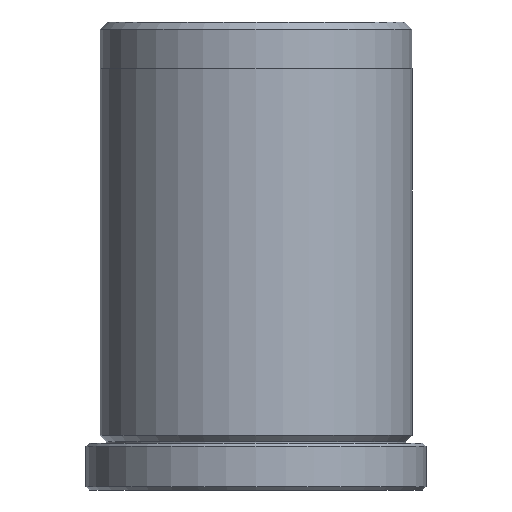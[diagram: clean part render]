
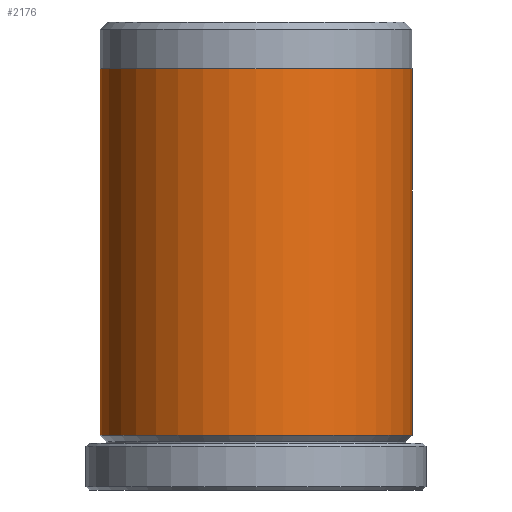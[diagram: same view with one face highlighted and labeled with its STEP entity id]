
A CAD part, front view. The second image highlights one B-rep face of the part: STEP entity #2176.
In plain terms, the highlighted cylindrical face has radius 10 mm (diameter 20 mm), a partial arc.
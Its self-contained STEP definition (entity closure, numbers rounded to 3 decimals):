
#14 = ORIENTED_EDGE ( 'NONE', *, *, #949, .F. ) ;
#72 = CARTESIAN_POINT ( 'NONE',  ( -10., 0., 27. ) ) ;
#411 = VECTOR ( 'NONE', #662, 1000. ) ;
#428 = AXIS2_PLACEMENT_3D ( 'NONE', #1546, #729, #832 ) ;
#446 = ORIENTED_EDGE ( 'NONE', *, *, #2544, .F. ) ;
#511 = ORIENTED_EDGE ( 'NONE', *, *, #663, .F. ) ;
#541 = VERTEX_POINT ( 'NONE', #2792 ) ;
#655 = CARTESIAN_POINT ( 'NONE',  ( 10., 0., 30. ) ) ;
#662 = DIRECTION ( 'NONE',  ( 0., 0., -1. ) ) ;
#663 = EDGE_CURVE ( 'NONE', #1513, #1247, #1607, .T. ) ;
#729 = DIRECTION ( 'NONE',  ( 0., 0., 1. ) ) ;
#832 = DIRECTION ( 'NONE',  ( 1., 0., 0. ) ) ;
#937 = LINE ( 'NONE', #2041, #2597 ) ;
#949 = EDGE_CURVE ( 'NONE', #1247, #541, #981, .T. ) ;
#981 = LINE ( 'NONE', #655, #411 ) ;
#1247 = VERTEX_POINT ( 'NONE', #1382 ) ;
#1267 = DIRECTION ( 'NONE',  ( 0., 0., -1. ) ) ;
#1279 = DIRECTION ( 'NONE',  ( -1., 0., 0. ) ) ;
#1294 = DIRECTION ( 'NONE',  ( 0., 0., -1. ) ) ;
#1382 = CARTESIAN_POINT ( 'NONE',  ( 10., 0., 27. ) ) ;
#1468 = CARTESIAN_POINT ( 'NONE',  ( 0., 0., 30. ) ) ;
#1494 = AXIS2_PLACEMENT_3D ( 'NONE', #2578, #1294, #2796 ) ;
#1513 = VERTEX_POINT ( 'NONE', #72 ) ;
#1546 = CARTESIAN_POINT ( 'NONE',  ( 0., 0., 27. ) ) ;
#1548 = CIRCLE ( 'NONE', #1494, 10. ) ;
#1595 = EDGE_CURVE ( 'NONE', #1513, #2773, #937, .T. ) ;
#1607 = CIRCLE ( 'NONE', #428, 10. ) ;
#1788 = CYLINDRICAL_SURFACE ( 'NONE', #1830, 10. ) ;
#1830 = AXIS2_PLACEMENT_3D ( 'NONE', #1468, #1267, #1279 ) ;
#1852 = FACE_OUTER_BOUND ( 'NONE', #2393, .T. ) ;
#2041 = CARTESIAN_POINT ( 'NONE',  ( -10., 0., 30. ) ) ;
#2176 = ADVANCED_FACE ( 'NONE', ( #1852 ), #1788, .T. ) ;
#2183 = ORIENTED_EDGE ( 'NONE', *, *, #1595, .T. ) ;
#2393 = EDGE_LOOP ( 'NONE', ( #14, #511, #2183, #446 ) ) ;
#2495 = CARTESIAN_POINT ( 'NONE',  ( -10., 0., 3.5 ) ) ;
#2544 = EDGE_CURVE ( 'NONE', #541, #2773, #1548, .T. ) ;
#2578 = CARTESIAN_POINT ( 'NONE',  ( 0., 0., 3.5 ) ) ;
#2597 = VECTOR ( 'NONE', #2603, 1000. ) ;
#2603 = DIRECTION ( 'NONE',  ( 0., 0., -1. ) ) ;
#2773 = VERTEX_POINT ( 'NONE', #2495 ) ;
#2792 = CARTESIAN_POINT ( 'NONE',  ( 10., 0., 3.5 ) ) ;
#2796 = DIRECTION ( 'NONE',  ( -1., 0., 0. ) ) ;
